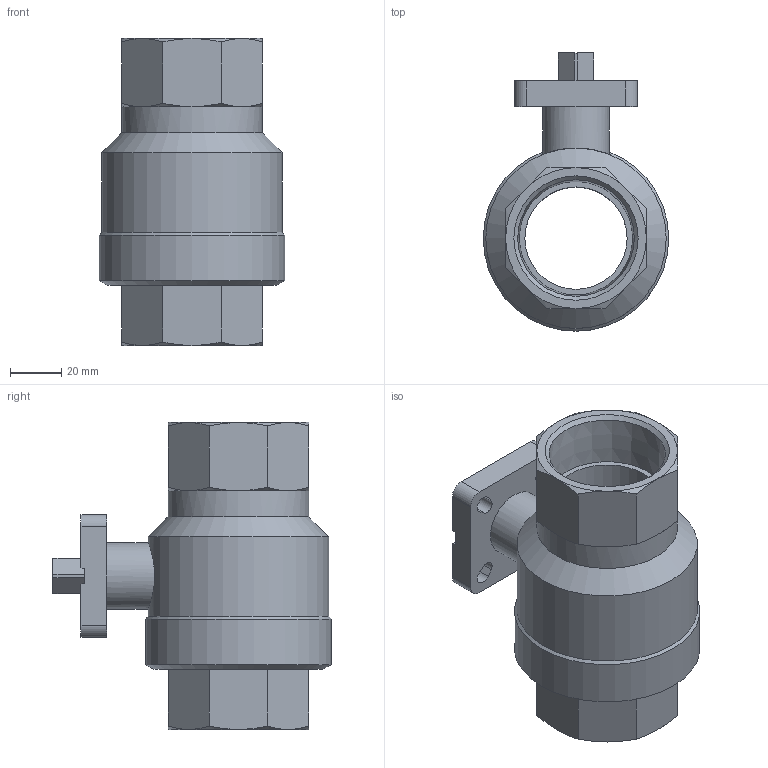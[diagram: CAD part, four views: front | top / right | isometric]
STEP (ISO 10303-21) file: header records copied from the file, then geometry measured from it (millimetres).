
FILE_DESCRIPTION(/* description */ ('STEP AP214'),/* implementation_level */ '2;1');
FILE_NAME(/* name */ '534308_VAPB-1_1_2-F-25-F0405',/* time_stamp */ '2024-09-16T08:23:45+02:00',/* author */ ('License CC BY-ND 4.0'),/* organization */ ('CADENAS'),/* preprocessor_version */ 'ST-DEVELOPER v19.3',/* originating_system */ 'PARTsolutions',/* authorisation */ ' ');
FILE_SCHEMA (('AUTOMOTIVE_DESIGN {1 0 10303 214 3 1 1}'));
Length unit declared in the file: millimetre
Products named in the file (1): 534308 VAPB-1 1/2-F-25-F0405
Bounding box: 72.5 x 108.75 x 120 mm (x, y, z)
Volume: 245384 mm3; surface area: 51943.5 mm2
Topology: 1 solids, 1 shells, 114 faces, 291 edges, 184 vertices
Faces by surface type: plane 61, cone 35, cylinder 18
Full cylindrical faces by diameter (mm): 3.242 x1, 26 x1, 40 x1, 55 x1, 70.5 x1, 72.5 x1
Entity records: 3435 total; most frequent: CARTESIAN_POINT 788, ORIENTED_EDGE 540, DIRECTION 512, EDGE_CURVE 270, AXIS2_PLACEMENT_3D 188, VERTEX_POINT 179, FACE_BOUND 145, EDGE_LOOP 144
